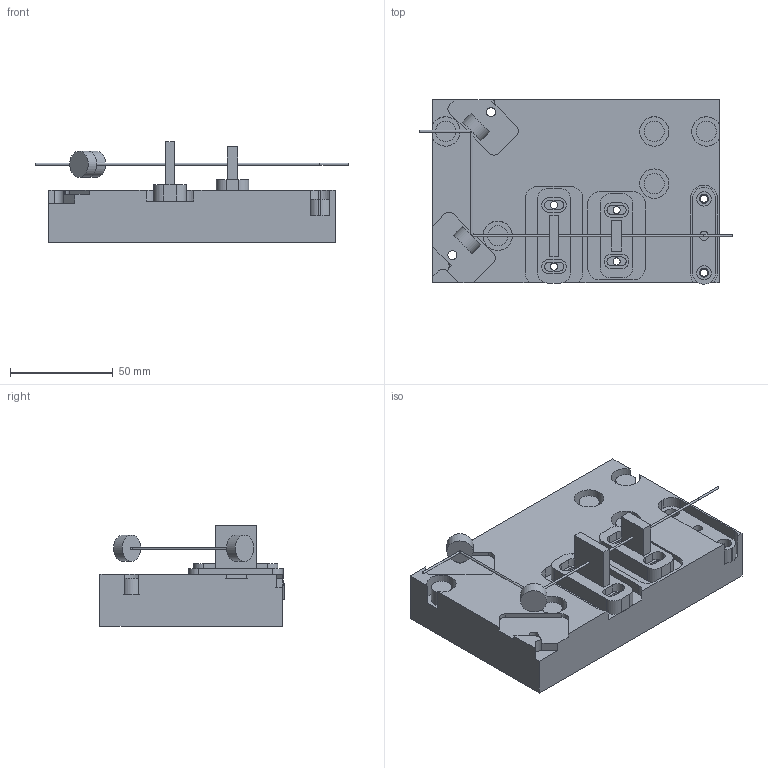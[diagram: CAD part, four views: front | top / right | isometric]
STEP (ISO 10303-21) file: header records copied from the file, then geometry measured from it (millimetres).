
FILE_DESCRIPTION(('FreeCAD Model'),'2;1');
FILE_NAME('Open CASCADE Shape Model','2025-01-21T13:21:03',(''),(''), 'Open CASCADE STEP processor 7.6','FreeCAD','Unknown');
FILE_SCHEMA(('AUTOMOTIVE_DESIGN { 1 0 10303 214 1 1 1 1 }'));
Length unit declared in the file: millimetre
Products named in the file (15): Unnamed; Baseplate; Mount Hole (1, 1); Mount Hole (5, 3); Mount Hole (0, 3); Mount Hole (4, 3); Mount Hole (4, 2); Beam Path; Input_Mirror_1; Input_Mirror_2; Lens 1; Mount002; Lens 2; Mount003; Surface Adapter
Assembly tree (14 placements, depth 2):
  Unnamed
    Baseplate
    Mount Hole (1, 1)
    Mount Hole (5, 3)
    Mount Hole (0, 3)
    Mount Hole (4, 3)
    Mount Hole (4, 2)
    Beam Path
    Input_Mirror_1
    Input_Mirror_2
    Lens 1
    Mount002
    Lens 2
    Mount003
    Surface Adapter
Bounding box: 152.4 x 89.65 x 49.1 mm (x, y, z)
Volume: 21435.8 mm3; surface area: 58026.5 mm2
Topology: 18 solids, 19 shells, 261 faces, 612 edges, 408 vertices
Faces by surface type: plane 151, cylinder 107, bspline 3
Full cylindrical faces by diameter (mm): 1 x6, 3.454 x6, 4.369 x5, 5.105 x5, 6.604 x5, 7 x5, 9.8 x5, 12.7 x2, 14.287 x3
Entity records: 16278 total; most frequent: CARTESIAN_POINT 3265, DIRECTION 2414, LINE 1271, VECTOR 1271, ORIENTED_EDGE 1220, PCURVE 1220, DEFINITIONAL_REPRESENTATION 1220, EDGE_CURVE 612
